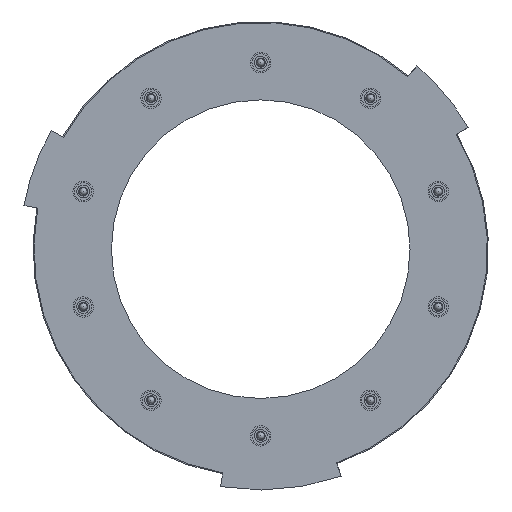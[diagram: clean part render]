
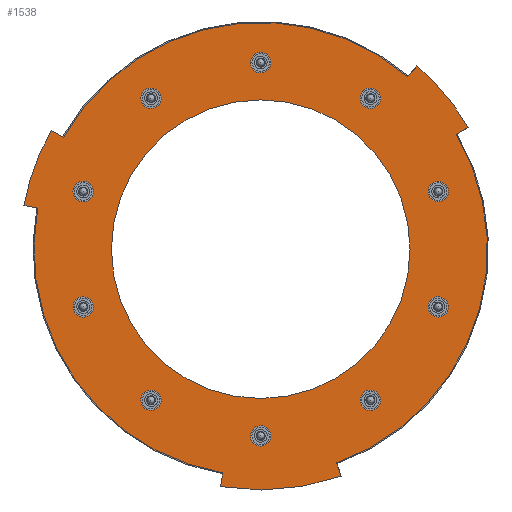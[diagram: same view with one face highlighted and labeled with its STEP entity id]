
A CAD part, left-side view. The second image highlights one B-rep face of the part: STEP entity #1538.
In plain terms, the highlighted planar face has unit normal (-1, 0, 0).
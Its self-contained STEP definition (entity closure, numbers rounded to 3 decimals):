
#87=LINE('',#2482,#177);
#91=LINE('',#2491,#181);
#96=LINE('',#2505,#186);
#103=LINE('',#2556,#193);
#104=LINE('',#2560,#194);
#105=LINE('',#2563,#195);
#177=VECTOR('',#1961,10.);
#181=VECTOR('',#1967,10.);
#186=VECTOR('',#1980,10.);
#193=VECTOR('',#2033,10.);
#194=VECTOR('',#2036,10.);
#195=VECTOR('',#2039,10.);
#326=FACE_BOUND('',#505,.T.);
#327=FACE_BOUND('',#506,.T.);
#328=FACE_BOUND('',#507,.T.);
#329=FACE_BOUND('',#508,.T.);
#330=FACE_BOUND('',#509,.T.);
#331=FACE_BOUND('',#510,.T.);
#332=FACE_BOUND('',#511,.T.);
#333=FACE_BOUND('',#512,.T.);
#334=FACE_BOUND('',#513,.T.);
#335=FACE_BOUND('',#514,.T.);
#336=FACE_BOUND('',#515,.T.);
#386=FACE_OUTER_BOUND('',#504,.T.);
#504=EDGE_LOOP('',(#1179,#1180,#1181,#1182,#1183,#1184,#1185,#1186,#1187,
#1188,#1189,#1190));
#505=EDGE_LOOP('',(#1191));
#506=EDGE_LOOP('',(#1192));
#507=EDGE_LOOP('',(#1193));
#508=EDGE_LOOP('',(#1194));
#509=EDGE_LOOP('',(#1195));
#510=EDGE_LOOP('',(#1196));
#511=EDGE_LOOP('',(#1197));
#512=EDGE_LOOP('',(#1198));
#513=EDGE_LOOP('',(#1199));
#514=EDGE_LOOP('',(#1200));
#515=EDGE_LOOP('',(#1201));
#635=CIRCLE('',#1677,12.9);
#653=CIRCLE('',#1698,12.15);
#654=CIRCLE('',#1700,12.15);
#655=CIRCLE('',#1702,12.9);
#656=CIRCLE('',#1703,12.15);
#657=CIRCLE('',#1704,12.9);
#658=CIRCLE('',#1705,0.475);
#659=CIRCLE('',#1706,0.475);
#660=CIRCLE('',#1707,0.475);
#661=CIRCLE('',#1708,0.475);
#662=CIRCLE('',#1709,0.475);
#663=CIRCLE('',#1710,0.475);
#664=CIRCLE('',#1711,0.475);
#665=CIRCLE('',#1712,0.475);
#666=CIRCLE('',#1713,0.475);
#667=CIRCLE('',#1714,0.475);
#668=CIRCLE('',#1715,8.);
#747=VERTEX_POINT('',#2480);
#748=VERTEX_POINT('',#2481);
#751=VERTEX_POINT('',#2489);
#752=VERTEX_POINT('',#2490);
#755=VERTEX_POINT('',#2498);
#757=VERTEX_POINT('',#2504);
#776=VERTEX_POINT('',#2547);
#777=VERTEX_POINT('',#2553);
#778=VERTEX_POINT('',#2555);
#779=VERTEX_POINT('',#2557);
#780=VERTEX_POINT('',#2559);
#781=VERTEX_POINT('',#2561);
#782=VERTEX_POINT('',#2564);
#783=VERTEX_POINT('',#2566);
#784=VERTEX_POINT('',#2568);
#785=VERTEX_POINT('',#2570);
#786=VERTEX_POINT('',#2572);
#787=VERTEX_POINT('',#2574);
#788=VERTEX_POINT('',#2576);
#789=VERTEX_POINT('',#2578);
#790=VERTEX_POINT('',#2580);
#791=VERTEX_POINT('',#2582);
#792=VERTEX_POINT('',#2584);
#894=EDGE_CURVE('',#747,#748,#87,.T.);
#898=EDGE_CURVE('',#751,#752,#91,.T.);
#902=EDGE_CURVE('',#755,#752,#635,.T.);
#905=EDGE_CURVE('',#757,#755,#96,.T.);
#927=EDGE_CURVE('',#751,#776,#653,.T.);
#929=EDGE_CURVE('',#747,#757,#654,.T.);
#930=EDGE_CURVE('',#777,#748,#655,.T.);
#931=EDGE_CURVE('',#778,#777,#103,.T.);
#932=EDGE_CURVE('',#779,#778,#656,.T.);
#933=EDGE_CURVE('',#779,#780,#104,.T.);
#934=EDGE_CURVE('',#781,#780,#657,.T.);
#935=EDGE_CURVE('',#776,#781,#105,.T.);
#936=EDGE_CURVE('',#782,#782,#658,.T.);
#937=EDGE_CURVE('',#783,#783,#659,.T.);
#938=EDGE_CURVE('',#784,#784,#660,.T.);
#939=EDGE_CURVE('',#785,#785,#661,.T.);
#940=EDGE_CURVE('',#786,#786,#662,.T.);
#941=EDGE_CURVE('',#787,#787,#663,.T.);
#942=EDGE_CURVE('',#788,#788,#664,.T.);
#943=EDGE_CURVE('',#789,#789,#665,.T.);
#944=EDGE_CURVE('',#790,#790,#666,.T.);
#945=EDGE_CURVE('',#791,#791,#667,.T.);
#946=EDGE_CURVE('',#792,#792,#668,.T.);
#1179=ORIENTED_EDGE('',*,*,#898,.T.);
#1180=ORIENTED_EDGE('',*,*,#902,.F.);
#1181=ORIENTED_EDGE('',*,*,#905,.F.);
#1182=ORIENTED_EDGE('',*,*,#929,.F.);
#1183=ORIENTED_EDGE('',*,*,#894,.T.);
#1184=ORIENTED_EDGE('',*,*,#930,.F.);
#1185=ORIENTED_EDGE('',*,*,#931,.F.);
#1186=ORIENTED_EDGE('',*,*,#932,.F.);
#1187=ORIENTED_EDGE('',*,*,#933,.T.);
#1188=ORIENTED_EDGE('',*,*,#934,.F.);
#1189=ORIENTED_EDGE('',*,*,#935,.F.);
#1190=ORIENTED_EDGE('',*,*,#927,.F.);
#1191=ORIENTED_EDGE('',*,*,#936,.F.);
#1192=ORIENTED_EDGE('',*,*,#937,.F.);
#1193=ORIENTED_EDGE('',*,*,#938,.F.);
#1194=ORIENTED_EDGE('',*,*,#939,.F.);
#1195=ORIENTED_EDGE('',*,*,#940,.F.);
#1196=ORIENTED_EDGE('',*,*,#941,.F.);
#1197=ORIENTED_EDGE('',*,*,#942,.F.);
#1198=ORIENTED_EDGE('',*,*,#943,.F.);
#1199=ORIENTED_EDGE('',*,*,#944,.F.);
#1200=ORIENTED_EDGE('',*,*,#945,.F.);
#1201=ORIENTED_EDGE('',*,*,#946,.F.);
#1479=PLANE('',#1701);
#1538=ADVANCED_FACE('',(#386,#326,#327,#328,#329,#330,#331,#332,#333,#334,
#335,#336),#1479,.F.);
#1677=AXIS2_PLACEMENT_3D('',#2499,#1973,#1974);
#1698=AXIS2_PLACEMENT_3D('',#2548,#2022,#2023);
#1700=AXIS2_PLACEMENT_3D('',#2551,#2027,#2028);
#1701=AXIS2_PLACEMENT_3D('',#2552,#2029,#2030);
#1702=AXIS2_PLACEMENT_3D('',#2554,#2031,#2032);
#1703=AXIS2_PLACEMENT_3D('',#2558,#2034,#2035);
#1704=AXIS2_PLACEMENT_3D('',#2562,#2037,#2038);
#1705=AXIS2_PLACEMENT_3D('',#2565,#2040,#2041);
#1706=AXIS2_PLACEMENT_3D('',#2567,#2042,#2043);
#1707=AXIS2_PLACEMENT_3D('',#2569,#2044,#2045);
#1708=AXIS2_PLACEMENT_3D('',#2571,#2046,#2047);
#1709=AXIS2_PLACEMENT_3D('',#2573,#2048,#2049);
#1710=AXIS2_PLACEMENT_3D('',#2575,#2050,#2051);
#1711=AXIS2_PLACEMENT_3D('',#2577,#2052,#2053);
#1712=AXIS2_PLACEMENT_3D('',#2579,#2054,#2055);
#1713=AXIS2_PLACEMENT_3D('',#2581,#2056,#2057);
#1714=AXIS2_PLACEMENT_3D('',#2583,#2058,#2059);
#1715=AXIS2_PLACEMENT_3D('',#2585,#2060,#2061);
#1961=DIRECTION('',(0.,0.167,-0.986));
#1967=DIRECTION('',(0.,0.866,0.5));
#1973=DIRECTION('center_axis',(1.,0.,0.));
#1974=DIRECTION('ref_axis',(0.,0.983,0.181));
#1980=DIRECTION('',(0.,0.985,0.174));
#2022=DIRECTION('center_axis',(1.,0.,0.));
#2023=DIRECTION('ref_axis',(0.,-0.862,0.507));
#2027=DIRECTION('center_axis',(1.,0.,0.));
#2028=DIRECTION('ref_axis',(0.,-0.862,0.507));
#2029=DIRECTION('center_axis',(1.,0.,0.));
#2030=DIRECTION('ref_axis',(0.,1.,0.));
#2031=DIRECTION('center_axis',(1.,0.,0.));
#2032=DIRECTION('ref_axis',(0.,-0.335,-0.942));
#2033=DIRECTION('',(0.,-0.342,-0.94));
#2034=DIRECTION('center_axis',(1.,0.,0.));
#2035=DIRECTION('ref_axis',(0.,-0.862,0.507));
#2036=DIRECTION('',(0.,-0.866,0.5));
#2037=DIRECTION('center_axis',(1.,0.,0.));
#2038=DIRECTION('ref_axis',(0.,-0.649,0.761));
#2039=DIRECTION('',(0.,-0.643,0.766));
#2040=DIRECTION('center_axis',(-1.,0.,0.));
#2041=DIRECTION('ref_axis',(0.,0.809,-0.588));
#2042=DIRECTION('center_axis',(-1.,0.,0.));
#2043=DIRECTION('ref_axis',(0.,0.309,-0.951));
#2044=DIRECTION('center_axis',(-1.,0.,0.));
#2045=DIRECTION('ref_axis',(0.,-0.309,-0.951));
#2046=DIRECTION('center_axis',(-1.,0.,0.));
#2047=DIRECTION('ref_axis',(0.,-0.809,-0.588));
#2048=DIRECTION('center_axis',(-1.,0.,0.));
#2049=DIRECTION('ref_axis',(0.,-1.,0.));
#2050=DIRECTION('center_axis',(-1.,0.,0.));
#2051=DIRECTION('ref_axis',(0.,-0.809,0.588));
#2052=DIRECTION('center_axis',(-1.,0.,0.));
#2053=DIRECTION('ref_axis',(0.,-0.309,0.951));
#2054=DIRECTION('center_axis',(-1.,0.,0.));
#2055=DIRECTION('ref_axis',(0.,0.309,0.951));
#2056=DIRECTION('center_axis',(-1.,0.,0.));
#2057=DIRECTION('ref_axis',(0.,0.809,0.588));
#2058=DIRECTION('center_axis',(-1.,0.,0.));
#2059=DIRECTION('ref_axis',(0.,1.,0.));
#2060=DIRECTION('center_axis',(-1.,0.,0.));
#2061=DIRECTION('ref_axis',(0.,1.,0.));
#2480=CARTESIAN_POINT('',(0.,2.026,-11.98));
#2481=CARTESIAN_POINT('',(0.,2.151,-12.719));
#2482=CARTESIAN_POINT('',(0.,0.,0.));
#2489=CARTESIAN_POINT('',(0.,10.572,5.988));
#2490=CARTESIAN_POINT('',(0.,11.221,6.363));
#2491=CARTESIAN_POINT('',(0.,10.572,5.988));
#2498=CARTESIAN_POINT('',(0.,12.686,2.338));
#2499=CARTESIAN_POINT('Origin',(0.,0.,0.));
#2504=CARTESIAN_POINT('',(0.,11.948,2.208));
#2505=CARTESIAN_POINT('',(0.,11.948,2.208));
#2547=CARTESIAN_POINT('',(0.,-7.886,9.243));
#2548=CARTESIAN_POINT('Origin',(0.,0.,0.));
#2551=CARTESIAN_POINT('Origin',(0.,0.,0.));
#2552=CARTESIAN_POINT('Origin',(0.,0.,0.));
#2553=CARTESIAN_POINT('',(0.,-4.318,-12.156));
#2554=CARTESIAN_POINT('Origin',(0.,0.,0.));
#2555=CARTESIAN_POINT('',(0.,-4.061,-11.451));
#2556=CARTESIAN_POINT('',(0.,-4.061,-11.451));
#2557=CARTESIAN_POINT('',(0.,-10.472,6.161));
#2558=CARTESIAN_POINT('Origin',(0.,0.,0.));
#2559=CARTESIAN_POINT('',(0.,-11.121,6.536));
#2560=CARTESIAN_POINT('',(0.,-10.472,6.161));
#2561=CARTESIAN_POINT('',(0.,-8.368,9.817));
#2562=CARTESIAN_POINT('Origin',(0.,0.,0.));
#2563=CARTESIAN_POINT('',(0.,-7.886,9.243));
#2564=CARTESIAN_POINT('',(0.,5.494,8.369));
#2565=CARTESIAN_POINT('Origin',(0.,5.878,8.09));
#2566=CARTESIAN_POINT('',(0.,9.364,3.542));
#2567=CARTESIAN_POINT('Origin',(0.,9.511,3.09));
#2568=CARTESIAN_POINT('',(0.,9.657,-2.638));
#2569=CARTESIAN_POINT('Origin',(0.,9.511,-3.09));
#2570=CARTESIAN_POINT('',(0.,6.262,-7.811));
#2571=CARTESIAN_POINT('Origin',(0.,5.878,-8.09));
#2572=CARTESIAN_POINT('',(0.,0.475,-10.));
#2573=CARTESIAN_POINT('Origin',(0.,0.,-10.));
#2574=CARTESIAN_POINT('',(0.,-5.494,-8.369));
#2575=CARTESIAN_POINT('Origin',(0.,-5.878,-8.09));
#2576=CARTESIAN_POINT('',(0.,-9.364,-3.542));
#2577=CARTESIAN_POINT('Origin',(0.,-9.511,-3.09));
#2578=CARTESIAN_POINT('',(0.,-9.657,2.638));
#2579=CARTESIAN_POINT('Origin',(0.,-9.511,3.09));
#2580=CARTESIAN_POINT('',(0.,-6.262,7.811));
#2581=CARTESIAN_POINT('Origin',(0.,-5.878,8.09));
#2582=CARTESIAN_POINT('',(0.,-0.475,10.));
#2583=CARTESIAN_POINT('Origin',(0.,0.,10.));
#2584=CARTESIAN_POINT('',(0.,-8.,0.));
#2585=CARTESIAN_POINT('Origin',(0.,0.,0.));
